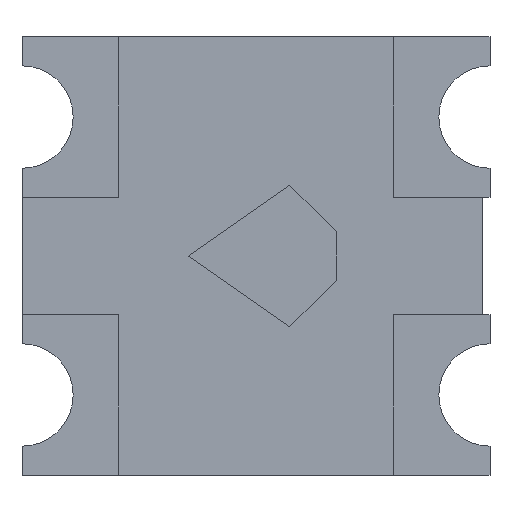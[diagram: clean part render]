
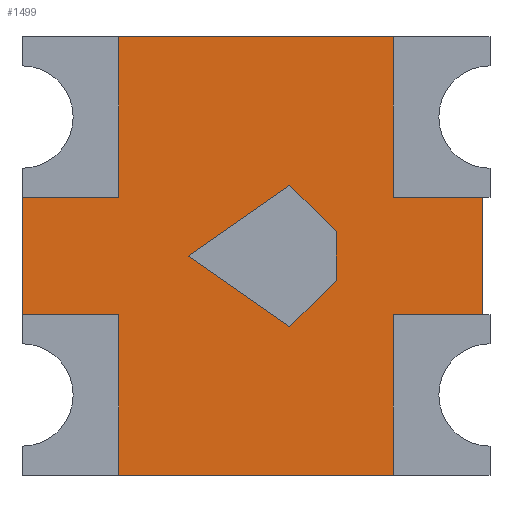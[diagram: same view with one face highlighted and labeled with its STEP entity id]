
A CAD part, front view. The second image highlights one B-rep face of the part: STEP entity #1499.
In plain terms, the highlighted planar face has unit normal (0, -1, 0).
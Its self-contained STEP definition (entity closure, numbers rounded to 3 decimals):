
#27 = CARTESIAN_POINT ( 'NONE',  ( -0.775, 0.025, -0.2 ) ) ;
#59 = EDGE_CURVE ( 'NONE', #1937, #1875, #2222, .T. ) ;
#60 = DIRECTION ( 'NONE',  ( 0., 0., 1. ) ) ;
#161 = EDGE_LOOP ( 'NONE', ( #2703, #1803, #1756, #2910, #2809, #352, #906, #1449, #735, #1058, #1901, #1912, #392, #1432, #386, #1461 ) ) ;
#162 = VERTEX_POINT ( 'NONE', #638 ) ;
#178 = DIRECTION ( 'NONE',  ( 1., 0., 0. ) ) ;
#186 = CARTESIAN_POINT ( 'NONE',  ( 0.775, 0.025, -2.317 ) ) ;
#189 = EDGE_CURVE ( 'NONE', #1115, #3080, #1097, .T. ) ;
#230 = LINE ( 'NONE', #1723, #1361 ) ;
#289 = EDGE_CURVE ( 'NONE', #655, #2964, #1252, .T. ) ;
#305 = CARTESIAN_POINT ( 'NONE',  ( -0.775, 0.025, -0.75 ) ) ;
#317 = AXIS2_PLACEMENT_3D ( 'NONE', #874, #1800, #178 ) ;
#335 = LINE ( 'NONE', #305, #2409 ) ;
#352 = ORIENTED_EDGE ( 'NONE', *, *, #802, .T. ) ;
#386 = ORIENTED_EDGE ( 'NONE', *, *, #1011, .T. ) ;
#392 = ORIENTED_EDGE ( 'NONE', *, *, #964, .F. ) ;
#398 = DIRECTION ( 'NONE',  ( 0., 0., 1. ) ) ;
#448 = LINE ( 'NONE', #2746, #1504 ) ;
#476 = CARTESIAN_POINT ( 'NONE',  ( -0.8, 0.025, 0.2 ) ) ;
#477 = LINE ( 'NONE', #1105, #1533 ) ;
#498 = LINE ( 'NONE', #2556, #1550 ) ;
#501 = CARTESIAN_POINT ( 'NONE',  ( 0.8, 0.025, -0.475 ) ) ;
#503 = EDGE_CURVE ( 'NONE', #1681, #2287, #230, .T. ) ;
#512 = CARTESIAN_POINT ( 'NONE',  ( -0.775, 0.025, 0.75 ) ) ;
#535 = EDGE_CURVE ( 'NONE', #1115, #2007, #1280, .T. ) ;
#540 = VERTEX_POINT ( 'NONE', #608 ) ;
#566 = CARTESIAN_POINT ( 'NONE',  ( 0.775, 0.025, -2.317 ) ) ;
#591 = EDGE_CURVE ( 'NONE', #2964, #2687, #2389, .T. ) ;
#608 = CARTESIAN_POINT ( 'NONE',  ( 0.775, 0.025, -0.75 ) ) ;
#626 = CARTESIAN_POINT ( 'NONE',  ( -0.775, 0.025, -2.317 ) ) ;
#630 = DIRECTION ( 'NONE',  ( -1., 0., 0. ) ) ;
#638 = CARTESIAN_POINT ( 'NONE',  ( -0.775, 0.025, 0.277 ) ) ;
#655 = VERTEX_POINT ( 'NONE', #2319 ) ;
#703 = DIRECTION ( 'NONE',  ( 0., 1., 0. ) ) ;
#735 = ORIENTED_EDGE ( 'NONE', *, *, #1927, .F. ) ;
#752 = DIRECTION ( 'NONE',  ( 1., 0., 0. ) ) ;
#754 = DIRECTION ( 'NONE',  ( 0., -1., 0. ) ) ;
#800 = CARTESIAN_POINT ( 'NONE',  ( -0.775, 0.025, -2.317 ) ) ;
#802 = EDGE_CURVE ( 'NONE', #1937, #162, #1456, .T. ) ;
#821 = EDGE_CURVE ( 'NONE', #540, #2815, #335, .T. ) ;
#867 = VECTOR ( 'NONE', #398, 1000. ) ;
#874 = CARTESIAN_POINT ( 'NONE',  ( -0.8, 0.025, -0.475 ) ) ;
#883 = EDGE_CURVE ( 'NONE', #2230, #2238, #448, .T. ) ;
#906 = ORIENTED_EDGE ( 'NONE', *, *, #2090, .F. ) ;
#946 = CARTESIAN_POINT ( 'NONE',  ( -0.8, 0.025, 0.475 ) ) ;
#950 = PLANE ( 'NONE',  #1828 ) ;
#964 = EDGE_CURVE ( 'NONE', #2815, #3080, #498, .T. ) ;
#975 = DIRECTION ( 'NONE',  ( 0., 0., 1. ) ) ;
#1011 = EDGE_CURVE ( 'NONE', #540, #655, #2504, .T. ) ;
#1058 = ORIENTED_EDGE ( 'NONE', *, *, #1083, .F. ) ;
#1083 = EDGE_CURVE ( 'NONE', #2007, #1291, #477, .T. ) ;
#1085 = CARTESIAN_POINT ( 'NONE',  ( -0.775, 0.025, -0.75 ) ) ;
#1097 = CIRCLE ( 'NONE', #317, 0.2 ) ;
#1105 = CARTESIAN_POINT ( 'NONE',  ( -0.8, 0.025, -0.2 ) ) ;
#1115 = VERTEX_POINT ( 'NONE', #1640 ) ;
#1140 = EDGE_CURVE ( 'NONE', #2687, #2230, #2564, .T. ) ;
#1188 = DIRECTION ( 'NONE',  ( 0., 1., 0. ) ) ;
#1252 = CIRCLE ( 'NONE', #1805, 0.2 ) ;
#1280 = LINE ( 'NONE', #626, #2274 ) ;
#1291 = VERTEX_POINT ( 'NONE', #1559 ) ;
#1361 = VECTOR ( 'NONE', #1938, 1000. ) ;
#1417 = VECTOR ( 'NONE', #2771, 1000. ) ;
#1419 = EDGE_CURVE ( 'NONE', #1875, #2238, #1623, .T. ) ;
#1432 = ORIENTED_EDGE ( 'NONE', *, *, #821, .F. ) ;
#1449 = ORIENTED_EDGE ( 'NONE', *, *, #503, .F. ) ;
#1456 = CIRCLE ( 'NONE', #2884, 0.2 ) ;
#1461 = ORIENTED_EDGE ( 'NONE', *, *, #289, .T. ) ;
#1498 = DIRECTION ( 'NONE',  ( 0., 0., 1. ) ) ;
#1499 = ADVANCED_FACE ( 'NONE', ( #2776 ), #950, .T. ) ;
#1504 = VECTOR ( 'NONE', #2781, 1000. ) ;
#1533 = VECTOR ( 'NONE', #630, 1000. ) ;
#1550 = VECTOR ( 'NONE', #60, 1000. ) ;
#1559 = CARTESIAN_POINT ( 'NONE',  ( -0.8, 0.025, -0.2 ) ) ;
#1571 = DIRECTION ( 'NONE',  ( 0., 0., 1. ) ) ;
#1623 = LINE ( 'NONE', #2552, #2634 ) ;
#1640 = CARTESIAN_POINT ( 'NONE',  ( -0.775, 0.025, -0.277 ) ) ;
#1675 = DIRECTION ( 'NONE',  ( 1., 0., 0. ) ) ;
#1681 = VERTEX_POINT ( 'NONE', #476 ) ;
#1723 = CARTESIAN_POINT ( 'NONE',  ( -0.8, 0.025, 0.2 ) ) ;
#1736 = CARTESIAN_POINT ( 'NONE',  ( -0.775, 0.025, -0.673 ) ) ;
#1756 = ORIENTED_EDGE ( 'NONE', *, *, #883, .T. ) ;
#1800 = DIRECTION ( 'NONE',  ( 0., 1., 0. ) ) ;
#1803 = ORIENTED_EDGE ( 'NONE', *, *, #1140, .T. ) ;
#1805 = AXIS2_PLACEMENT_3D ( 'NONE', #501, #1188, #1675 ) ;
#1828 = AXIS2_PLACEMENT_3D ( 'NONE', #1893, #754, #2849 ) ;
#1847 = LINE ( 'NONE', #2023, #867 ) ;
#1866 = DIRECTION ( 'NONE',  ( 0., 0., 1. ) ) ;
#1875 = VERTEX_POINT ( 'NONE', #512 ) ;
#1893 = CARTESIAN_POINT ( 'NONE',  ( -0.775, 0.025, -2.317 ) ) ;
#1894 = LINE ( 'NONE', #2299, #1935 ) ;
#1901 = ORIENTED_EDGE ( 'NONE', *, *, #535, .F. ) ;
#1909 = CARTESIAN_POINT ( 'NONE',  ( 0.775, 0.025, -0.277 ) ) ;
#1912 = ORIENTED_EDGE ( 'NONE', *, *, #189, .T. ) ;
#1927 = EDGE_CURVE ( 'NONE', #1291, #1681, #1847, .T. ) ;
#1935 = VECTOR ( 'NONE', #1866, 1000. ) ;
#1937 = VERTEX_POINT ( 'NONE', #2855 ) ;
#1938 = DIRECTION ( 'NONE',  ( 1., 0., 0. ) ) ;
#2007 = VERTEX_POINT ( 'NONE', #27 ) ;
#2023 = CARTESIAN_POINT ( 'NONE',  ( -0.8, 0.025, -0.2 ) ) ;
#2090 = EDGE_CURVE ( 'NONE', #2287, #162, #1894, .T. ) ;
#2204 = VECTOR ( 'NONE', #1498, 1000. ) ;
#2222 = LINE ( 'NONE', #800, #2204 ) ;
#2230 = VERTEX_POINT ( 'NONE', #2630 ) ;
#2238 = VERTEX_POINT ( 'NONE', #3031 ) ;
#2274 = VECTOR ( 'NONE', #1571, 1000. ) ;
#2287 = VERTEX_POINT ( 'NONE', #2332 ) ;
#2299 = CARTESIAN_POINT ( 'NONE',  ( -0.775, 0.025, -2.317 ) ) ;
#2319 = CARTESIAN_POINT ( 'NONE',  ( 0.775, 0.025, -0.673 ) ) ;
#2332 = CARTESIAN_POINT ( 'NONE',  ( -0.775, 0.025, 0.2 ) ) ;
#2389 = LINE ( 'NONE', #566, #1417 ) ;
#2409 = VECTOR ( 'NONE', #3050, 1000. ) ;
#2498 = VECTOR ( 'NONE', #975, 1000. ) ;
#2504 = LINE ( 'NONE', #186, #2498 ) ;
#2552 = CARTESIAN_POINT ( 'NONE',  ( -0.775, 0.025, 0.75 ) ) ;
#2556 = CARTESIAN_POINT ( 'NONE',  ( -0.775, 0.025, -2.317 ) ) ;
#2564 = CIRCLE ( 'NONE', #3057, 0.2 ) ;
#2608 = DIRECTION ( 'NONE',  ( 0., 1., 0. ) ) ;
#2630 = CARTESIAN_POINT ( 'NONE',  ( 0.775, 0.025, 0.673 ) ) ;
#2634 = VECTOR ( 'NONE', #2779, 1000. ) ;
#2687 = VERTEX_POINT ( 'NONE', #2891 ) ;
#2703 = ORIENTED_EDGE ( 'NONE', *, *, #591, .T. ) ;
#2746 = CARTESIAN_POINT ( 'NONE',  ( 0.775, 0.025, -2.317 ) ) ;
#2771 = DIRECTION ( 'NONE',  ( 0., 0., 1. ) ) ;
#2776 = FACE_OUTER_BOUND ( 'NONE', #161, .T. ) ;
#2779 = DIRECTION ( 'NONE',  ( 1., 0., 0. ) ) ;
#2781 = DIRECTION ( 'NONE',  ( 0., 0., 1. ) ) ;
#2809 = ORIENTED_EDGE ( 'NONE', *, *, #59, .F. ) ;
#2815 = VERTEX_POINT ( 'NONE', #1085 ) ;
#2849 = DIRECTION ( 'NONE',  ( 1., 0., 0. ) ) ;
#2855 = CARTESIAN_POINT ( 'NONE',  ( -0.775, 0.025, 0.673 ) ) ;
#2884 = AXIS2_PLACEMENT_3D ( 'NONE', #946, #703, #752 ) ;
#2891 = CARTESIAN_POINT ( 'NONE',  ( 0.775, 0.025, 0.277 ) ) ;
#2910 = ORIENTED_EDGE ( 'NONE', *, *, #1419, .F. ) ;
#2964 = VERTEX_POINT ( 'NONE', #1909 ) ;
#3022 = DIRECTION ( 'NONE',  ( 1., 0., 0. ) ) ;
#3031 = CARTESIAN_POINT ( 'NONE',  ( 0.775, 0.025, 0.75 ) ) ;
#3044 = CARTESIAN_POINT ( 'NONE',  ( 0.8, 0.025, 0.475 ) ) ;
#3050 = DIRECTION ( 'NONE',  ( -1., 0., 0. ) ) ;
#3057 = AXIS2_PLACEMENT_3D ( 'NONE', #3044, #2608, #3022 ) ;
#3080 = VERTEX_POINT ( 'NONE', #1736 ) ;
